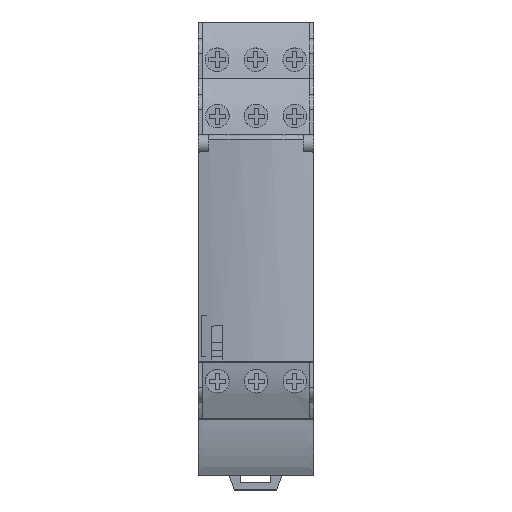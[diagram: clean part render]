
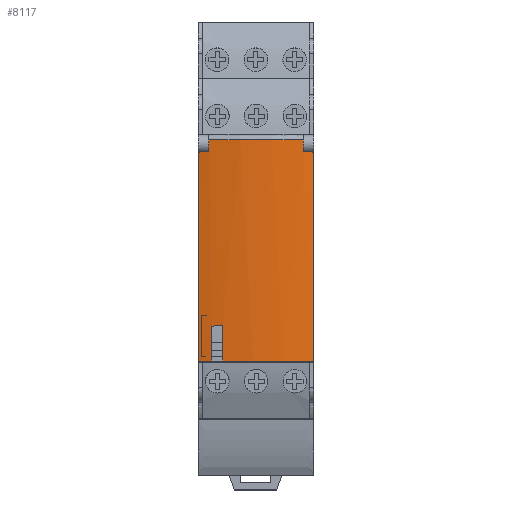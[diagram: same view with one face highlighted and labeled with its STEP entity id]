
A CAD part, top view. The second image highlights one B-rep face of the part: STEP entity #8117.
In plain terms, the highlighted cylindrical face has radius 50.197 mm (diameter 100.394 mm), a partial arc.
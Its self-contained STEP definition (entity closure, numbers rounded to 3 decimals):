
#2672=DIRECTION('',(0.,-1.,0.));
#2673=VECTOR('',#2672,0.334);
#2674=CARTESIAN_POINT('',(2.075,64.539,78.617));
#2675=LINE('',#2674,#2673);
#2688=CARTESIAN_POINT('',(11.45,66.5,29.303));
#2689=DIRECTION('',(0.,-1.,0.));
#2690=DIRECTION('',(0.187,0.,0.982));
#2691=AXIS2_PLACEMENT_3D('',#2688,#2689,#2690);
#2693=DIRECTION('',(0.,-1.,0.));
#2694=VECTOR('',#2693,7.1);
#2695=CARTESIAN_POINT('',(4.9,29.752,79.071));
#2696=LINE('',#2695,#2694);
#2697=CARTESIAN_POINT('',(2.7,29.556,78.731));
#2698=CARTESIAN_POINT('',(2.944,29.581,78.775));
#2699=CARTESIAN_POINT('',(3.432,29.629,78.857));
#2700=CARTESIAN_POINT('',(4.166,29.694,78.97));
#2701=CARTESIAN_POINT('',(4.655,29.734,79.039));
#2702=CARTESIAN_POINT('',(4.9,29.752,79.071));
#2704=DIRECTION('',(0.,-1.,0.));
#2705=VECTOR('',#2704,6.904);
#2706=CARTESIAN_POINT('',(2.7,29.556,78.731));
#2707=LINE('',#2706,#2705);
#2708=DIRECTION('',(0.,1.,0.));
#2709=VECTOR('',#2708,1.961);
#2710=CARTESIAN_POINT('',(2.075,64.539,78.617));
#2711=LINE('',#2710,#2709);
#2712=DIRECTION('',(0.,1.,0.));
#2713=VECTOR('',#2712,1.961);
#2714=CARTESIAN_POINT('',(20.825,64.539,78.617));
#2715=LINE('',#2714,#2713);
#2757=DIRECTION('',(0.,-1.,0.));
#2758=VECTOR('',#2757,0.334);
#2759=CARTESIAN_POINT('',(20.825,64.539,78.617));
#2760=LINE('',#2759,#2758);
#2777=CARTESIAN_POINT('',(2.075,64.205,78.617));
#2778=CARTESIAN_POINT('',(1.414,64.171,78.491));
#2779=CARTESIAN_POINT('',(0.755,64.134,78.352));
#2780=CARTESIAN_POINT('',(0.1,64.093,78.2));
#2786=CARTESIAN_POINT('',(22.8,64.093,78.2));
#2787=CARTESIAN_POINT('',(22.145,64.134,78.352));
#2788=CARTESIAN_POINT('',(21.486,64.171,78.491));
#2789=CARTESIAN_POINT('',(20.825,64.205,78.617));
#2795=DIRECTION('',(0.,-1.,0.));
#2796=VECTOR('',#2795,41.441);
#2797=CARTESIAN_POINT('',(0.1,64.093,78.2));
#2798=LINE('',#2797,#2796);
#2811=CARTESIAN_POINT('',(11.45,22.652,29.303));
#2812=DIRECTION('',(0.,1.,0.));
#2813=DIRECTION('',(-0.13,0.,0.991));
#2814=AXIS2_PLACEMENT_3D('',#2811,#2812,#2813);
#2816=CARTESIAN_POINT('',(11.45,22.652,29.303));
#2817=DIRECTION('',(0.,1.,0.));
#2818=DIRECTION('',(-0.226,0.,0.974));
#2819=AXIS2_PLACEMENT_3D('',#2816,#2817,#2818);
#3022=DIRECTION('',(0.,-1.,0.));
#3023=VECTOR('',#3022,41.441);
#3024=CARTESIAN_POINT('',(22.8,64.093,78.2));
#3025=LINE('',#3024,#3023);
#4015=CARTESIAN_POINT('',(0.1,64.093,78.2));
#4017=VERTEX_POINT('',#4015);
#4020=CARTESIAN_POINT('',(0.1,22.652,78.2));
#4022=VERTEX_POINT('',#4020);
#4023=CARTESIAN_POINT('',(22.8,64.093,78.2));
#4025=VERTEX_POINT('',#4023);
#4028=CARTESIAN_POINT('',(22.8,22.652,78.2));
#4030=VERTEX_POINT('',#4028);
#4841=CARTESIAN_POINT('',(2.075,64.539,78.617));
#4842=CARTESIAN_POINT('',(2.075,64.205,78.617));
#4843=VERTEX_POINT('',#4841);
#4844=VERTEX_POINT('',#4842);
#4845=CARTESIAN_POINT('',(20.825,64.539,78.617));
#4846=CARTESIAN_POINT('',(20.825,64.205,78.617));
#4847=VERTEX_POINT('',#4845);
#4848=VERTEX_POINT('',#4846);
#4853=CARTESIAN_POINT('',(2.7,22.652,78.731));
#4854=VERTEX_POINT('',#4853);
#4855=CARTESIAN_POINT('',(4.9,22.652,79.071));
#4856=VERTEX_POINT('',#4855);
#4863=VERTEX_POINT('',#2697);
#4864=VERTEX_POINT('',#2702);
#4870=CARTESIAN_POINT('',(20.825,66.5,78.617));
#4871=CARTESIAN_POINT('',(2.075,66.5,78.617));
#4872=VERTEX_POINT('',#4870);
#4873=VERTEX_POINT('',#4871);
#8084=CARTESIAN_POINT('',(11.45,22.652,29.303));
#8085=DIRECTION('',(0.,-1.,0.));
#8086=DIRECTION('',(1.,0.,0.));
#8087=AXIS2_PLACEMENT_3D('',#8084,#8085,#8086);
#8088=CYLINDRICAL_SURFACE('',#8087,50.197);
#8089=ORIENTED_EDGE('',*,*,#8051,.F.);
#8091=ORIENTED_EDGE('',*,*,#8090,.F.);
#8093=ORIENTED_EDGE('',*,*,#8092,.T.);
#8095=ORIENTED_EDGE('',*,*,#8094,.F.);
#8097=ORIENTED_EDGE('',*,*,#8096,.T.);
#8099=ORIENTED_EDGE('',*,*,#8098,.F.);
#8101=ORIENTED_EDGE('',*,*,#8100,.F.);
#8103=ORIENTED_EDGE('',*,*,#8102,.F.);
#8105=ORIENTED_EDGE('',*,*,#8104,.T.);
#8107=ORIENTED_EDGE('',*,*,#8106,.F.);
#8109=ORIENTED_EDGE('',*,*,#8108,.F.);
#8111=ORIENTED_EDGE('',*,*,#8110,.F.);
#8112=ORIENTED_EDGE('',*,*,#8063,.F.);
#8114=ORIENTED_EDGE('',*,*,#8113,.T.);
#8115=EDGE_LOOP('',(#8089,#8091,#8093,#8095,#8097,#8099,#8101,#8103,#8105,#8107,
#8109,#8111,#8112,#8114));
#8116=FACE_OUTER_BOUND('',#8115,.F.);
#2692=CIRCLE('',#2691,50.197);
#2703=B_SPLINE_CURVE_WITH_KNOTS('',3,(#2697,#2698,#2699,#2700,#2701,#2702),
.UNSPECIFIED.,.F.,.F.,(4,1,1,4),(0.,0.333,0.667,1.),
.UNSPECIFIED.);
#2781=B_SPLINE_CURVE_WITH_KNOTS('',3,(#2777,#2778,#2779,#2780),.UNSPECIFIED.,
.F.,.F.,(4,4),(0.,1.),.UNSPECIFIED.);
#2790=B_SPLINE_CURVE_WITH_KNOTS('',3,(#2786,#2787,#2788,#2789),.UNSPECIFIED.,
.F.,.F.,(4,4),(0.,1.),.UNSPECIFIED.);
#2815=CIRCLE('',#2814,50.197);
#2820=CIRCLE('',#2819,50.197);
#8051=EDGE_CURVE('',#4872,#4873,#2692,.T.);
#8063=EDGE_CURVE('',#4843,#4844,#2675,.T.);
#8090=EDGE_CURVE('',#4847,#4872,#2715,.T.);
#8092=EDGE_CURVE('',#4847,#4848,#2760,.T.);
#8094=EDGE_CURVE('',#4025,#4848,#2790,.T.);
#8096=EDGE_CURVE('',#4025,#4030,#3025,.T.);
#8098=EDGE_CURVE('',#4856,#4030,#2815,.T.);
#8100=EDGE_CURVE('',#4864,#4856,#2696,.T.);
#8102=EDGE_CURVE('',#4863,#4864,#2703,.T.);
#8104=EDGE_CURVE('',#4863,#4854,#2707,.T.);
#8106=EDGE_CURVE('',#4022,#4854,#2820,.T.);
#8108=EDGE_CURVE('',#4017,#4022,#2798,.T.);
#8110=EDGE_CURVE('',#4844,#4017,#2781,.T.);
#8113=EDGE_CURVE('',#4843,#4873,#2711,.T.);
#8117=ADVANCED_FACE('',(#8116),#8088,.T.);
